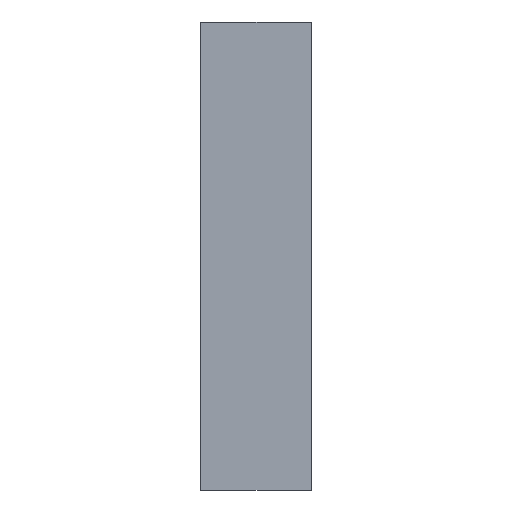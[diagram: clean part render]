
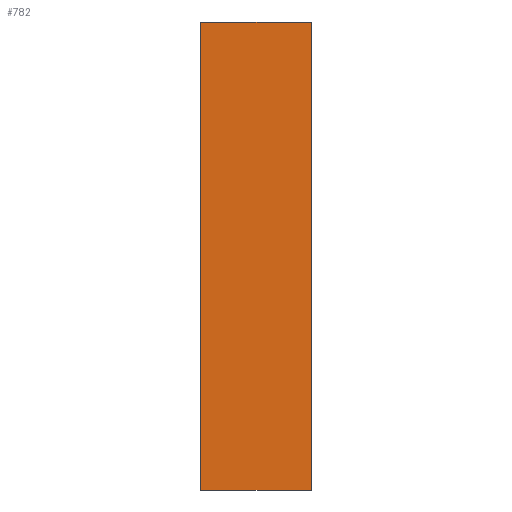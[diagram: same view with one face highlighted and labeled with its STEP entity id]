
A CAD part, front view. The second image highlights one B-rep face of the part: STEP entity #782.
In plain terms, the highlighted planar face has unit normal (0, -1, 0).
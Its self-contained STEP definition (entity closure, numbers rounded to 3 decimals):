
#37 = EDGE_CURVE ( 'NONE', #63, #313, #316, .T. ) ;
#63 = VERTEX_POINT ( 'NONE', #132 ) ;
#108 = LINE ( 'NONE', #155, #629 ) ;
#118 = DIRECTION ( 'NONE',  ( -1., 0., 0. ) ) ;
#132 = CARTESIAN_POINT ( 'NONE',  ( 1., 0., 0. ) ) ;
#137 = CARTESIAN_POINT ( 'NONE',  ( 10.9, 0., -41.8 ) ) ;
#146 = ORIENTED_EDGE ( 'NONE', *, *, #756, .F. ) ;
#149 = ORIENTED_EDGE ( 'NONE', *, *, #352, .F. ) ;
#155 = CARTESIAN_POINT ( 'NONE',  ( 10.9, 0., 0. ) ) ;
#165 = DIRECTION ( 'NONE',  ( 0., 1., 0. ) ) ;
#206 = EDGE_CURVE ( 'NONE', #343, #63, #528, .T. ) ;
#212 = ORIENTED_EDGE ( 'NONE', *, *, #37, .T. ) ;
#223 = VERTEX_POINT ( 'NONE', #137 ) ;
#244 = DIRECTION ( 'NONE',  ( 0., 0., -1. ) ) ;
#267 = ORIENTED_EDGE ( 'NONE', *, *, #206, .T. ) ;
#295 = FACE_OUTER_BOUND ( 'NONE', #418, .T. ) ;
#313 = VERTEX_POINT ( 'NONE', #342 ) ;
#316 = LINE ( 'NONE', #750, #561 ) ;
#342 = CARTESIAN_POINT ( 'NONE',  ( 1., 0., -41.8 ) ) ;
#343 = VERTEX_POINT ( 'NONE', #412 ) ;
#352 = EDGE_CURVE ( 'NONE', #343, #223, #108, .T. ) ;
#407 = DIRECTION ( 'NONE',  ( 0., 0., -1. ) ) ;
#411 = AXIS2_PLACEMENT_3D ( 'NONE', #421, #165, #495 ) ;
#412 = CARTESIAN_POINT ( 'NONE',  ( 10.9, 0., 0. ) ) ;
#418 = EDGE_LOOP ( 'NONE', ( #212, #146, #149, #267 ) ) ;
#421 = CARTESIAN_POINT ( 'NONE',  ( 10.9, 0., 0. ) ) ;
#426 = CARTESIAN_POINT ( 'NONE',  ( 10.9, 0., -41.8 ) ) ;
#479 = VECTOR ( 'NONE', #779, 1000. ) ;
#495 = DIRECTION ( 'NONE',  ( 0., 0., 1. ) ) ;
#528 = LINE ( 'NONE', #783, #479 ) ;
#547 = PLANE ( 'NONE',  #411 ) ;
#561 = VECTOR ( 'NONE', #244, 1000. ) ;
#629 = VECTOR ( 'NONE', #407, 1000. ) ;
#735 = VECTOR ( 'NONE', #118, 1000. ) ;
#750 = CARTESIAN_POINT ( 'NONE',  ( 1., 0., 0. ) ) ;
#752 = LINE ( 'NONE', #426, #735 ) ;
#756 = EDGE_CURVE ( 'NONE', #223, #313, #752, .T. ) ;
#779 = DIRECTION ( 'NONE',  ( -1., 0., 0. ) ) ;
#782 = ADVANCED_FACE ( 'NONE', ( #295 ), #547, .F. ) ;
#783 = CARTESIAN_POINT ( 'NONE',  ( 10.9, 0., 0. ) ) ;
